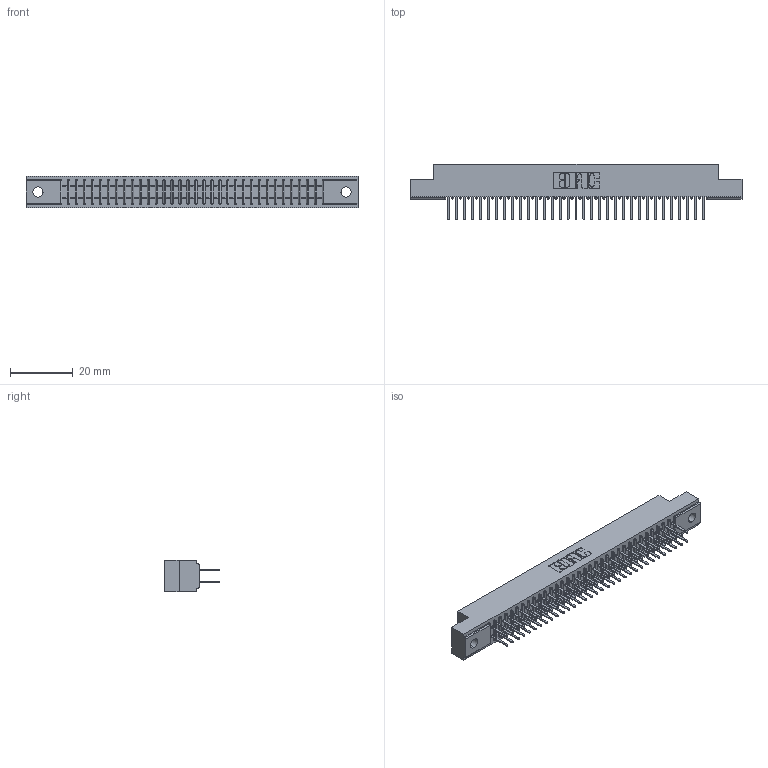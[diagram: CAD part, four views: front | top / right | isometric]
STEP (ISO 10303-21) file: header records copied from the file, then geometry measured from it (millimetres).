
FILE_DESCRIPTION (( 'STEP AP203' ), '1' );
FILE_NAME ('341-066-521-202.STEP', '2018-08-07T18:36:43', ( '' ), ( '' ), 'SwSTEP 2.0', 'SolidWorks 2016', '' );
FILE_SCHEMA (( 'CONFIG_CONTROL_DESIGN' ));
Length unit declared in the file: inch
Products named in the file (3): 341 Part_.128 (3.25) Dia Mounting Holes; 341-292-001_341-292-121; 341-066-521-202
Assembly tree (67 placements, depth 2):
  341-066-521-202
    341 Part_.128 (3.25) Dia Mounting Holes
    341-292-001_341-292-121  x66
Bounding box: 106.05 x 17.7 x 10.16 mm (x, y, z)
Volume: 7832.8 mm3; surface area: 13660 mm2
Topology: 67 solids, 67 shells, 4472 faces, 12955 edges, 8390 vertices
Faces by surface type: plane 2708, cylinder 1632, sphere 68, torus 64
Entity records: 41138 total; most frequent: CARTESIAN_POINT 6839, ORIENTED_EDGE 6794, DIRECTION 6643, EDGE_CURVE 3397, LINE 2735, VECTOR 2735, VERTEX_POINT 2150, AXIS2_PLACEMENT_3D 1954
